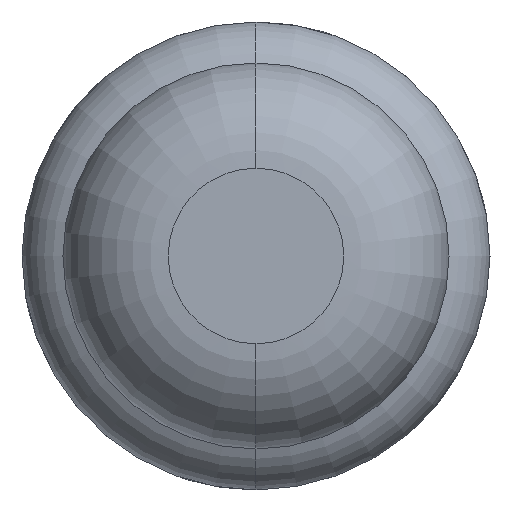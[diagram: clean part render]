
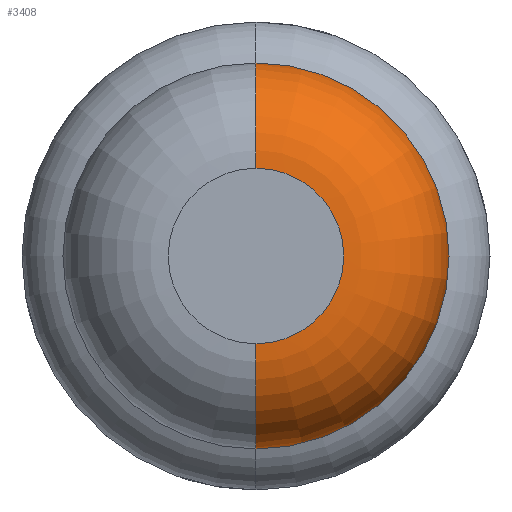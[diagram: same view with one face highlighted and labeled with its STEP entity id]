
A CAD part, front view. The second image highlights one B-rep face of the part: STEP entity #3408.
In plain terms, the highlighted toroidal (fillet/blend) face has major radius 0.375 mm and minor radius 0.45 mm.
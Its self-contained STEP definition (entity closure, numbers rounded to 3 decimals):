
#84 = DIRECTION ( 'NONE',  ( 0., 0., 1. ) ) ;
#331 = DIRECTION ( 'NONE',  ( 0., 0., 1. ) ) ;
#497 = DIRECTION ( 'NONE',  ( 0., 0., 1. ) ) ;
#586 = AXIS2_PLACEMENT_3D ( 'NONE', #2922, #3549, #497 ) ;
#656 = CARTESIAN_POINT ( 'NONE',  ( 0., -30.4, -0.375 ) ) ;
#683 = DIRECTION ( 'NONE',  ( -1., 0., 0. ) ) ;
#697 = EDGE_CURVE ( 'Defeature ausgef�hrt1_7+Defeature ausgef�hrt1_6+Defeature ausgef�hrt1_6+Defeature ausgef�hrt1_6', #2381, #3808, #1011, .T. ) ;
#880 = CARTESIAN_POINT ( 'NONE',  ( 0., -30.4, 0.375 ) ) ;
#933 = CARTESIAN_POINT ( 'NONE',  ( 0., -29.95, 0. ) ) ;
#936 = ORIENTED_EDGE ( 'NONE', *, *, #697, .F. ) ;
#982 = CARTESIAN_POINT ( 'NONE',  ( 0., -29.95, 0.375 ) ) ;
#1011 = CIRCLE ( 'NONE', #1650, 0.825 ) ;
#1162 = AXIS2_PLACEMENT_3D ( 'NONE', #982, #683, #3109 ) ;
#1317 = CIRCLE ( 'NONE', #2889, 0.375 ) ;
#1383 = AXIS2_PLACEMENT_3D ( 'NONE', #1890, #1946, #2505 ) ;
#1573 = CARTESIAN_POINT ( 'NONE',  ( 0., -29.95, -0.825 ) ) ;
#1612 = FACE_OUTER_BOUND ( 'NONE', #1651, .T. ) ;
#1650 = AXIS2_PLACEMENT_3D ( 'NONE', #933, #2148, #331 ) ;
#1651 = EDGE_LOOP ( 'NONE', ( #1974, #3594, #936, #3911 ) ) ;
#1890 = CARTESIAN_POINT ( 'NONE',  ( 0., -29.95, -0.375 ) ) ;
#1946 = DIRECTION ( 'NONE',  ( 1., 0., 0. ) ) ;
#1974 = ORIENTED_EDGE ( 'NONE', *, *, #3203, .T. ) ;
#2148 = DIRECTION ( 'NONE',  ( 0., 1., 0. ) ) ;
#2371 = CIRCLE ( 'NONE', #1383, 0.45 ) ;
#2381 = VERTEX_POINT ( 'NONE', #2933 ) ;
#2505 = DIRECTION ( 'NONE',  ( 0., 0., -1. ) ) ;
#2685 = EDGE_CURVE ( 'NONE', #3014, #2381, #3736, .T. ) ;
#2730 = VERTEX_POINT ( 'NONE', #656 ) ;
#2889 = AXIS2_PLACEMENT_3D ( 'NONE', #3701, #3725, #84 ) ;
#2922 = CARTESIAN_POINT ( 'NONE',  ( 0., -29.95, 0. ) ) ;
#2933 = CARTESIAN_POINT ( 'NONE',  ( 0., -29.95, 0.825 ) ) ;
#2955 = TOROIDAL_SURFACE ( 'NONE', #586, 0.375, 0.45 ) ;
#3014 = VERTEX_POINT ( 'NONE', #880 ) ;
#3109 = DIRECTION ( 'NONE',  ( 0., 0., 1. ) ) ;
#3203 = EDGE_CURVE ( 'Defeature ausgef�hrt1_6+Defeature ausgef�hrt1_5+Defeature ausgef�hrt1_5+Defeature ausgef�hrt1_5', #3014, #2730, #1317, .T. ) ;
#3408 = ADVANCED_FACE ( 'Defeature ausgef�hrt1_6', ( #1612 ), #2955, .T. ) ;
#3549 = DIRECTION ( 'NONE',  ( 0., 1., 0. ) ) ;
#3594 = ORIENTED_EDGE ( 'NONE', *, *, #3850, .T. ) ;
#3701 = CARTESIAN_POINT ( 'NONE',  ( 0., -30.4, 0. ) ) ;
#3725 = DIRECTION ( 'NONE',  ( 0., 1., 0. ) ) ;
#3736 = CIRCLE ( 'NONE', #1162, 0.45 ) ;
#3808 = VERTEX_POINT ( 'NONE', #1573 ) ;
#3850 = EDGE_CURVE ( 'NONE', #2730, #3808, #2371, .T. ) ;
#3911 = ORIENTED_EDGE ( 'NONE', *, *, #2685, .F. ) ;
